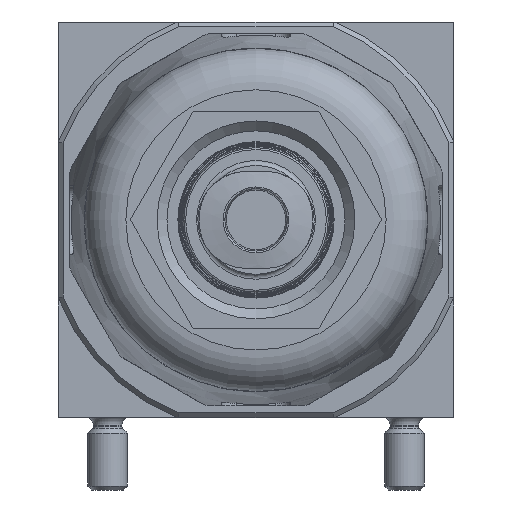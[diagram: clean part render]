
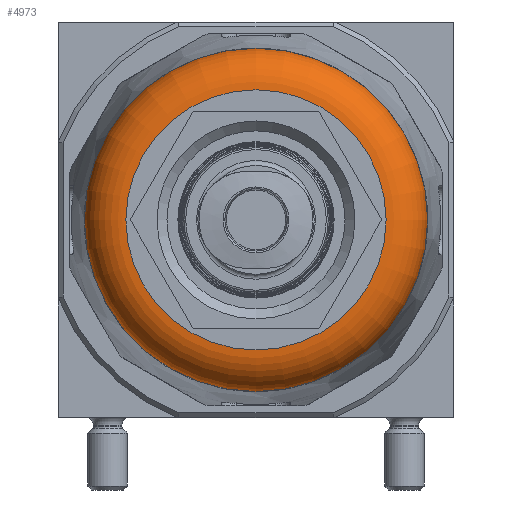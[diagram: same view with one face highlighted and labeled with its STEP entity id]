
A CAD part, front view. The second image highlights one B-rep face of the part: STEP entity #4973.
In plain terms, the highlighted toroidal (fillet/blend) face has major radius 13.15 mm and minor radius 4.2 mm.
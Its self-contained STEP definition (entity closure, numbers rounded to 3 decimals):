
#45=TOROIDAL_SURFACE('',#5300,13.15,4.2);
#1231=ORIENTED_EDGE('',*,*,#2033,.T.);
#1232=ORIENTED_EDGE('',*,*,#2032,.F.);
#2032=EDGE_CURVE('',#2432,#2432,#2663,.T.);
#2033=EDGE_CURVE('',#2433,#2433,#2664,.T.);
#2432=VERTEX_POINT('',#7370);
#2433=VERTEX_POINT('',#7373);
#2663=CIRCLE('',#5299,13.15);
#2664=CIRCLE('',#5301,17.35);
#2866=EDGE_LOOP('',(#1231));
#2867=EDGE_LOOP('',(#1232));
#3172=FACE_BOUND('',#2866,.T.);
#3173=FACE_BOUND('',#2867,.T.);
#4973=ADVANCED_FACE('',(#3172,#3173),#45,.T.);
#5299=AXIS2_PLACEMENT_3D('',#7369,#6020,#6021);
#5300=AXIS2_PLACEMENT_3D('',#7371,#6022,#6023);
#5301=AXIS2_PLACEMENT_3D('',#7372,#6024,#6025);
#6020=DIRECTION('',(0.,-1.,0.));
#6021=DIRECTION('',(0.,0.,-1.));
#6022=DIRECTION('',(0.,-1.,0.));
#6023=DIRECTION('',(0.,0.,-1.));
#6024=DIRECTION('',(0.,-1.,0.));
#6025=DIRECTION('',(0.,0.,-1.));
#7369=CARTESIAN_POINT('',(0.,-119.,0.));
#7370=CARTESIAN_POINT('',(0.,-119.,-13.15));
#7371=CARTESIAN_POINT('',(0.,-114.8,0.));
#7372=CARTESIAN_POINT('',(0.,-114.8,0.));
#7373=CARTESIAN_POINT('',(0.,-114.8,-17.35));
